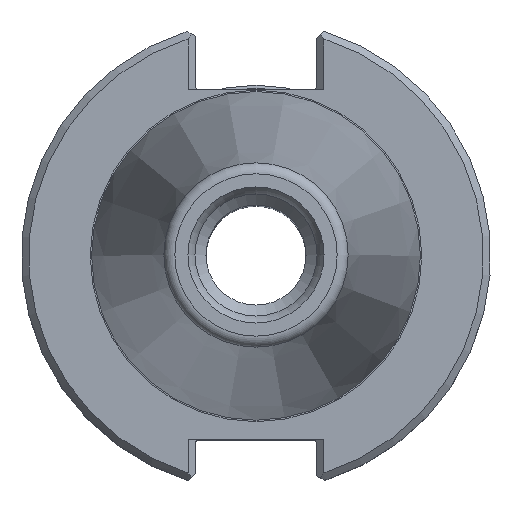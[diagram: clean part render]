
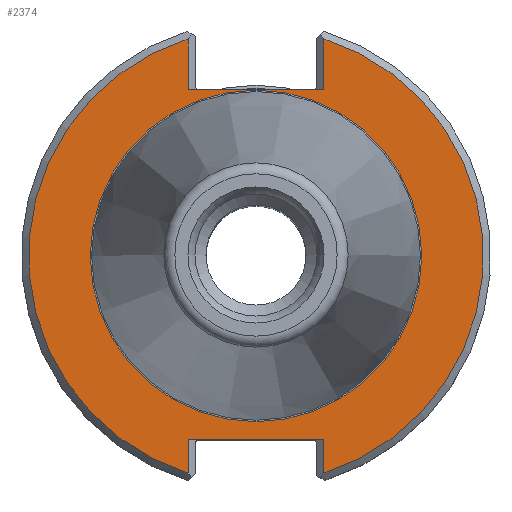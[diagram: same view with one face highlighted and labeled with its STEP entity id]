
A CAD part, top view. The second image highlights one B-rep face of the part: STEP entity #2374.
In plain terms, the highlighted planar face has unit normal (0, 0, 1).
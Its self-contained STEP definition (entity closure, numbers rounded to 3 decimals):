
#45=LINE('',#3217,#114);
#53=LINE('',#3241,#122);
#60=LINE('',#3268,#129);
#63=LINE('',#3277,#132);
#64=LINE('',#3279,#133);
#65=LINE('',#3281,#134);
#114=VECTOR('',#2727,1000.);
#122=VECTOR('',#2747,1000.);
#129=VECTOR('',#2776,1000.);
#132=VECTOR('',#2785,1000.);
#133=VECTOR('',#2786,1000.);
#134=VECTOR('',#2787,1000.);
#356=ORIENTED_EDGE('',*,*,#782,.F.);
#357=ORIENTED_EDGE('',*,*,#783,.T.);
#358=ORIENTED_EDGE('',*,*,#784,.T.);
#359=ORIENTED_EDGE('',*,*,#785,.F.);
#360=ORIENTED_EDGE('',*,*,#786,.T.);
#361=ORIENTED_EDGE('',*,*,#787,.T.);
#362=ORIENTED_EDGE('',*,*,#766,.T.);
#363=ORIENTED_EDGE('',*,*,#754,.F.);
#364=ORIENTED_EDGE('',*,*,#779,.T.);
#754=EDGE_CURVE('',#976,#969,#45,.T.);
#766=EDGE_CURVE('',#984,#969,#53,.T.);
#779=EDGE_CURVE('',#976,#994,#60,.T.);
#782=EDGE_CURVE('',#997,#997,#1141,.T.);
#783=EDGE_CURVE('',#994,#998,#1142,.T.);
#784=EDGE_CURVE('',#998,#999,#63,.T.);
#785=EDGE_CURVE('',#1000,#999,#64,.T.);
#786=EDGE_CURVE('',#1000,#1001,#65,.T.);
#787=EDGE_CURVE('',#1001,#984,#1143,.T.);
#969=VERTEX_POINT('',#3202);
#976=VERTEX_POINT('',#3216);
#984=VERTEX_POINT('',#3235);
#994=VERTEX_POINT('',#3266);
#997=VERTEX_POINT('',#3274);
#998=VERTEX_POINT('',#3276);
#999=VERTEX_POINT('',#3278);
#1000=VERTEX_POINT('',#3280);
#1001=VERTEX_POINT('',#3282);
#1141=CIRCLE('',#2510,22.413);
#1142=CIRCLE('',#2511,30.75);
#1143=CIRCLE('',#2512,30.75);
#1244=EDGE_LOOP('',(#356));
#1245=EDGE_LOOP('',(#357,#358,#359,#360,#361,#362,#363,#364));
#1407=FACE_BOUND('',#1244,.T.);
#1408=FACE_BOUND('',#1245,.T.);
#1557=PLANE('',#2509);
#2374=ADVANCED_FACE('',(#1407,#1408),#1557,.T.);
#2509=AXIS2_PLACEMENT_3D('',#3272,#2779,#2780);
#2510=AXIS2_PLACEMENT_3D('',#3273,#2781,#2782);
#2511=AXIS2_PLACEMENT_3D('',#3275,#2783,#2784);
#2512=AXIS2_PLACEMENT_3D('',#3283,#2788,#2789);
#2727=DIRECTION('',(1.,0.,0.));
#2747=DIRECTION('',(0.,-1.,0.));
#2776=DIRECTION('',(0.,1.,0.));
#2779=DIRECTION('',(0.,0.,1.));
#2780=DIRECTION('',(1.,0.,0.));
#2781=DIRECTION('',(0.,0.,1.));
#2782=DIRECTION('',(1.,0.,0.));
#2783=DIRECTION('',(0.,0.,1.));
#2784=DIRECTION('',(1.,0.,0.));
#2785=DIRECTION('',(0.,1.,0.));
#2786=DIRECTION('',(-1.,0.,0.));
#2787=DIRECTION('',(0.,-1.,0.));
#2788=DIRECTION('',(0.,0.,1.));
#2789=DIRECTION('',(1.,0.,0.));
#3202=CARTESIAN_POINT('',(9.19,22.46,-3.17));
#3216=CARTESIAN_POINT('',(-9.19,22.46,-3.17));
#3217=CARTESIAN_POINT('',(-8.19,22.46,-3.17));
#3235=CARTESIAN_POINT('',(9.19,29.345,-3.17));
#3241=CARTESIAN_POINT('',(9.19,22.46,-3.17));
#3266=CARTESIAN_POINT('',(-9.19,29.345,-3.17));
#3268=CARTESIAN_POINT('',(-9.19,30.831,-3.17));
#3272=CARTESIAN_POINT('',(22.413,0.,-3.17));
#3273=CARTESIAN_POINT('',(0.,0.,-3.17));
#3274=CARTESIAN_POINT('',(22.413,0.,-3.17));
#3275=CARTESIAN_POINT('',(0.,0.,-3.17));
#3276=CARTESIAN_POINT('',(-9.19,-29.345,-3.17));
#3277=CARTESIAN_POINT('',(-9.19,-24.87,-3.17));
#3278=CARTESIAN_POINT('',(-9.19,-24.87,-3.17));
#3279=CARTESIAN_POINT('',(8.19,-24.87,-3.17));
#3280=CARTESIAN_POINT('',(9.19,-24.87,-3.17));
#3281=CARTESIAN_POINT('',(9.19,-30.831,-3.17));
#3282=CARTESIAN_POINT('',(9.19,-29.345,-3.17));
#3283=CARTESIAN_POINT('',(0.,0.,-3.17));
